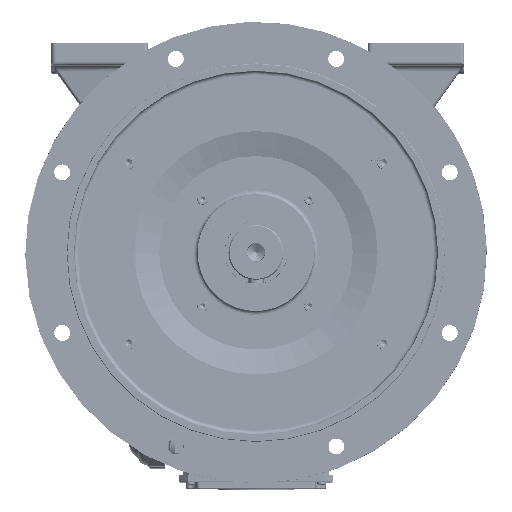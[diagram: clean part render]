
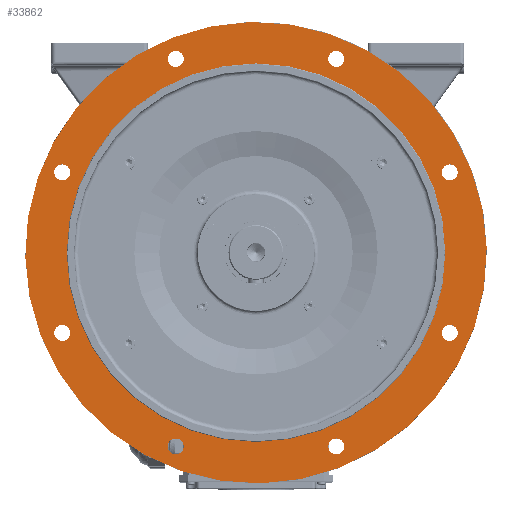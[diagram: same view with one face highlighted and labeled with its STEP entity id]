
A CAD part, top view. The second image highlights one B-rep face of the part: STEP entity #33862.
In plain terms, the highlighted planar face has unit normal (0, 0, 1).
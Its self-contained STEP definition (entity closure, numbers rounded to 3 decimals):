
#12043=FACE_BOUND('',#68096,.T.);
#12044=FACE_BOUND('',#68097,.T.);
#12045=FACE_BOUND('',#68098,.T.);
#12046=FACE_BOUND('',#68099,.T.);
#12047=FACE_BOUND('',#68100,.T.);
#12048=FACE_BOUND('',#68101,.T.);
#12049=FACE_BOUND('',#68102,.T.);
#12050=FACE_BOUND('',#68103,.T.);
#12051=FACE_BOUND('',#68104,.T.);
#12052=FACE_BOUND('',#68105,.T.);
#25668=PLANE('',#289790);
#33862=ADVANCED_FACE('',(#12043,#12044,#12045,#12046,#12047,#12048,#12049,
#12050,#12051,#12052),#25668,.F.);
#68096=EDGE_LOOP('',(#136184));
#68097=EDGE_LOOP('',(#136185));
#68098=EDGE_LOOP('',(#136186));
#68099=EDGE_LOOP('',(#136187));
#68100=EDGE_LOOP('',(#136188));
#68101=EDGE_LOOP('',(#136189));
#68102=EDGE_LOOP('',(#136190));
#68103=EDGE_LOOP('',(#136191));
#68104=EDGE_LOOP('',(#136192));
#68105=EDGE_LOOP('',(#136193));
#136184=ORIENTED_EDGE('',*,*,#239834,.F.);
#136185=ORIENTED_EDGE('',*,*,#239835,.F.);
#136186=ORIENTED_EDGE('',*,*,#239836,.F.);
#136187=ORIENTED_EDGE('',*,*,#239837,.F.);
#136188=ORIENTED_EDGE('',*,*,#239838,.F.);
#136189=ORIENTED_EDGE('',*,*,#239839,.F.);
#136190=ORIENTED_EDGE('',*,*,#239840,.F.);
#136191=ORIENTED_EDGE('',*,*,#239841,.F.);
#136192=ORIENTED_EDGE('',*,*,#239842,.F.);
#136193=ORIENTED_EDGE('',*,*,#239843,.T.);
#212498=VERTEX_POINT('',#395803);
#212499=VERTEX_POINT('',#395805);
#212500=VERTEX_POINT('',#395807);
#212501=VERTEX_POINT('',#395809);
#212502=VERTEX_POINT('',#395811);
#212503=VERTEX_POINT('',#395813);
#212504=VERTEX_POINT('',#395815);
#212505=VERTEX_POINT('',#395817);
#212506=VERTEX_POINT('',#395819);
#212507=VERTEX_POINT('',#395821);
#239834=EDGE_CURVE('',#212498,#212498,#280235,.T.);
#239835=EDGE_CURVE('',#212499,#212499,#280236,.T.);
#239836=EDGE_CURVE('',#212500,#212500,#280237,.T.);
#239837=EDGE_CURVE('',#212501,#212501,#280238,.T.);
#239838=EDGE_CURVE('',#212502,#212502,#280239,.T.);
#239839=EDGE_CURVE('',#212503,#212503,#280240,.T.);
#239840=EDGE_CURVE('',#212504,#212504,#280241,.T.);
#239841=EDGE_CURVE('',#212505,#212505,#280242,.T.);
#239842=EDGE_CURVE('',#212506,#212506,#280243,.T.);
#239843=EDGE_CURVE('',#212507,#212507,#280244,.T.);
#280235=CIRCLE('',#289780,275.);
#280236=CIRCLE('',#289781,9.5);
#280237=CIRCLE('',#289782,9.5);
#280238=CIRCLE('',#289783,9.5);
#280239=CIRCLE('',#289784,9.5);
#280240=CIRCLE('',#289785,9.5);
#280241=CIRCLE('',#289786,9.5);
#280242=CIRCLE('',#289787,9.5);
#280243=CIRCLE('',#289788,9.5);
#280244=CIRCLE('',#289789,225.6);
#289780=AXIS2_PLACEMENT_3D('',#395802,#317381,#317382);
#289781=AXIS2_PLACEMENT_3D('',#395804,#317383,#317384);
#289782=AXIS2_PLACEMENT_3D('',#395806,#317385,#317386);
#289783=AXIS2_PLACEMENT_3D('',#395808,#317387,#317388);
#289784=AXIS2_PLACEMENT_3D('',#395810,#317389,#317390);
#289785=AXIS2_PLACEMENT_3D('',#395812,#317391,#317392);
#289786=AXIS2_PLACEMENT_3D('',#395814,#317393,#317394);
#289787=AXIS2_PLACEMENT_3D('',#395816,#317395,#317396);
#289788=AXIS2_PLACEMENT_3D('',#395818,#317397,#317398);
#289789=AXIS2_PLACEMENT_3D('',#395820,#317399,#317400);
#289790=AXIS2_PLACEMENT_3D('',#395822,#317401,#317402);
#317381=DIRECTION('',(0.,0.,-1.));
#317382=DIRECTION('',(-0.195,0.981,0.));
#317383=DIRECTION('',(0.,0.,1.));
#317384=DIRECTION('',(1.,0.,0.));
#317385=DIRECTION('',(0.,0.,1.));
#317386=DIRECTION('',(1.,0.,0.));
#317387=DIRECTION('',(0.,0.,1.));
#317388=DIRECTION('',(1.,0.,0.));
#317389=DIRECTION('',(0.,0.,1.));
#317390=DIRECTION('',(1.,0.,0.));
#317391=DIRECTION('',(0.,0.,1.));
#317392=DIRECTION('',(1.,0.,0.));
#317393=DIRECTION('',(0.,0.,1.));
#317394=DIRECTION('',(1.,0.,0.));
#317395=DIRECTION('',(0.,0.,1.));
#317396=DIRECTION('',(1.,0.,0.));
#317397=DIRECTION('',(0.,0.,1.));
#317398=DIRECTION('',(1.,0.,0.));
#317399=DIRECTION('',(0.,0.,-1.));
#317400=DIRECTION('',(1.,0.,0.));
#317401=DIRECTION('',(0.,0.,-1.));
#317402=DIRECTION('',(1.,0.,0.));
#395802=CARTESIAN_POINT('',(0.,0.,
479.));
#395803=CARTESIAN_POINT('',(-53.65,269.716,479.));
#395804=CARTESIAN_POINT('',(95.671,-230.97,479.));
#395805=CARTESIAN_POINT('',(105.171,-230.97,479.));
#395806=CARTESIAN_POINT('',(-230.97,95.671,479.));
#395807=CARTESIAN_POINT('',(-221.47,95.671,479.));
#395808=CARTESIAN_POINT('',(95.671,230.97,479.));
#395809=CARTESIAN_POINT('',(105.171,230.97,479.));
#395810=CARTESIAN_POINT('',(-95.671,230.97,479.));
#395811=CARTESIAN_POINT('',(-86.171,230.97,479.));
#395812=CARTESIAN_POINT('',(-95.671,-230.97,479.));
#395813=CARTESIAN_POINT('',(-86.171,-230.97,479.));
#395814=CARTESIAN_POINT('',(230.97,-95.671,479.));
#395815=CARTESIAN_POINT('',(240.47,-95.671,479.));
#395816=CARTESIAN_POINT('',(-230.97,-95.671,479.));
#395817=CARTESIAN_POINT('',(-221.47,-95.671,479.));
#395818=CARTESIAN_POINT('',(230.97,95.671,479.));
#395819=CARTESIAN_POINT('',(240.47,95.671,479.));
#395820=CARTESIAN_POINT('',(0.,0.,
479.));
#395821=CARTESIAN_POINT('',(225.6,0.,479.));
#395822=CARTESIAN_POINT('',(0.,0.,
479.));
